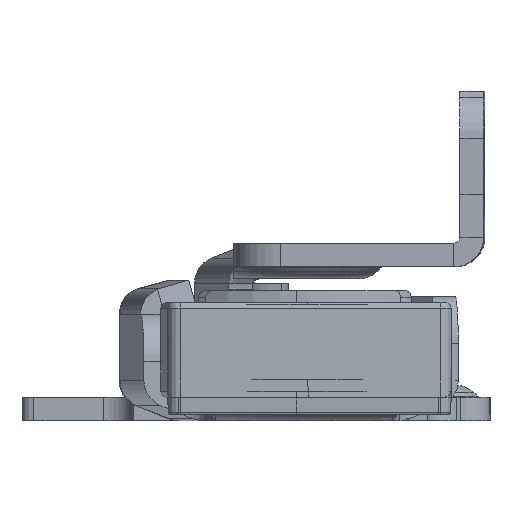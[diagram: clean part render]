
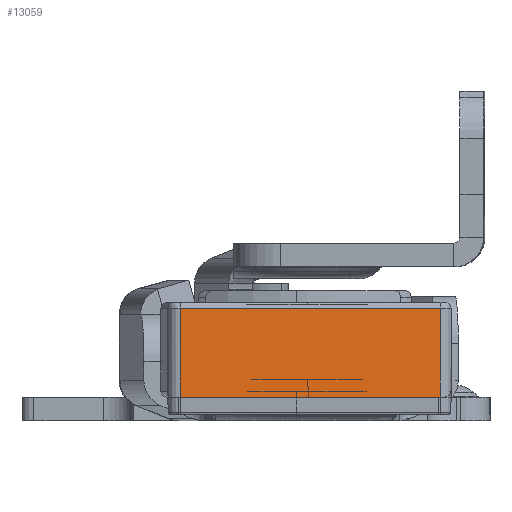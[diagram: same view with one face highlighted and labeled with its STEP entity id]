
A CAD part, left-side view. The second image highlights one B-rep face of the part: STEP entity #13059.
In plain terms, the highlighted face is planar.
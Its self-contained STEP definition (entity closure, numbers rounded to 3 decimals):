
#180 = LINE ( 'NONE', #3866, #12207 ) ;
#610 = CARTESIAN_POINT ( 'NONE',  ( 10., -11., 8. ) ) ;
#653 = DIRECTION ( 'NONE',  ( 0., 0., -1. ) ) ;
#766 = VECTOR ( 'NONE', #5551, 1000. ) ;
#1024 = CARTESIAN_POINT ( 'NONE',  ( 10., 11., 8. ) ) ;
#1558 = ORIENTED_EDGE ( 'NONE', *, *, #10984, .T. ) ;
#1578 = DIRECTION ( 'NONE',  ( 0., 1., 0. ) ) ;
#1591 = VECTOR ( 'NONE', #653, 1000. ) ;
#1788 = AXIS2_PLACEMENT_3D ( 'NONE', #1024, #5904, #7079 ) ;
#2430 = VERTEX_POINT ( 'NONE', #5294 ) ;
#2929 = LINE ( 'NONE', #9337, #1591 ) ;
#3228 = PLANE ( 'NONE',  #1788 ) ;
#3866 = CARTESIAN_POINT ( 'NONE',  ( 10., 11., 0.5 ) ) ;
#4473 = CARTESIAN_POINT ( 'NONE',  ( 10., 11., 0.5 ) ) ;
#4874 = VERTEX_POINT ( 'NONE', #4473 ) ;
#5294 = CARTESIAN_POINT ( 'NONE',  ( 10., -11., 8. ) ) ;
#5551 = DIRECTION ( 'NONE',  ( 0., 0., -1. ) ) ;
#5609 = VERTEX_POINT ( 'NONE', #8045 ) ;
#5904 = DIRECTION ( 'NONE',  ( 1., 0., 0. ) ) ;
#6108 = VERTEX_POINT ( 'NONE', #7038 ) ;
#6993 = FACE_OUTER_BOUND ( 'NONE', #14642, .T. ) ;
#7038 = CARTESIAN_POINT ( 'NONE',  ( 10., 11., 8. ) ) ;
#7044 = EDGE_CURVE ( 'NONE', #6108, #2430, #15190, .T. ) ;
#7079 = DIRECTION ( 'NONE',  ( 0., 0., -1. ) ) ;
#7917 = CARTESIAN_POINT ( 'NONE',  ( 10., 11., 8. ) ) ;
#7987 = DIRECTION ( 'NONE',  ( 0., -1., 0. ) ) ;
#8045 = CARTESIAN_POINT ( 'NONE',  ( 10., -11., 0.5 ) ) ;
#8093 = EDGE_CURVE ( 'NONE', #5609, #4874, #180, .T. ) ;
#8729 = ORIENTED_EDGE ( 'NONE', *, *, #10560, .F. ) ;
#9337 = CARTESIAN_POINT ( 'NONE',  ( 10., 11., 8. ) ) ;
#9591 = ORIENTED_EDGE ( 'NONE', *, *, #7044, .T. ) ;
#9692 = VECTOR ( 'NONE', #7987, 1000. ) ;
#10560 = EDGE_CURVE ( 'NONE', #6108, #4874, #2929, .T. ) ;
#10984 = EDGE_CURVE ( 'NONE', #2430, #5609, #11507, .T. ) ;
#11507 = LINE ( 'NONE', #610, #766 ) ;
#11583 = ORIENTED_EDGE ( 'NONE', *, *, #8093, .T. ) ;
#12207 = VECTOR ( 'NONE', #1578, 1000. ) ;
#13059 = ADVANCED_FACE ( 'NONE', ( #6993 ), #3228, .T. ) ;
#14642 = EDGE_LOOP ( 'NONE', ( #1558, #11583, #8729, #9591 ) ) ;
#15190 = LINE ( 'NONE', #7917, #9692 ) ;
